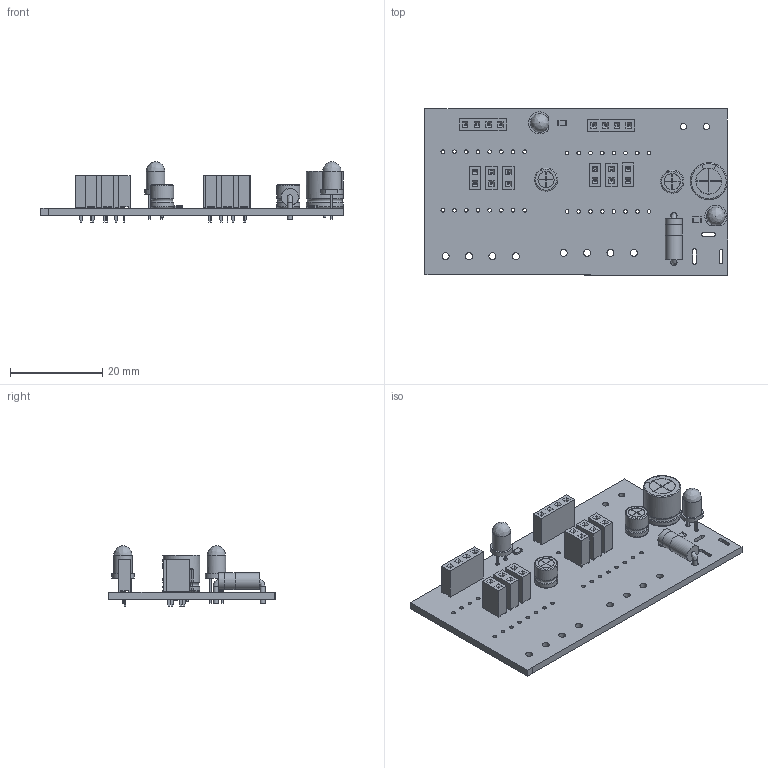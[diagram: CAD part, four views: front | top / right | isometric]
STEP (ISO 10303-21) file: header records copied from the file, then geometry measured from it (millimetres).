
FILE_DESCRIPTION(('KiCad electronic assembly'),'2;1');
FILE_NAME('C21_Stepper_extension.step','2020-10-01T17:48:39',('Pcbnew'), ('Kicad'),'Open CASCADE STEP processor 6.9','KiCad to STEP converter', 'Unknown');
FILE_SCHEMA(('AUTOMOTIVE_DESIGN { 1 0 10303 214 1 1 1 1 }'));
Length unit declared in the file: millimetre
Products named in the file (16): Open CASCADE STEP translator 6.9 1; PinSocket_1x02_P2.54mm_Vertical; SOLID; R_0805_2012Metric; PinSocket_1x04_P2.54mm_Vertical; LED_D4.0mm; CP_Radial_D5.0mm_P2.50mm; D_5W_P10.16mm_Horizontal; CP_Radial_D8.0mm_P2.50mm; COMPOUND
Assembly tree (24 placements, depth 3):
  Open CASCADE STEP translator 6.9 1
    PinSocket_1x02_P2.54mm_Vertical  x6
      SOLID
    R_0805_2012Metric  x2
      SOLID
    PinSocket_1x04_P2.54mm_Vertical  x2
      SOLID
    LED_D4.0mm  x2
      SOLID
    CP_Radial_D5.0mm_P2.50mm  x2
      SOLID
    D_5W_P10.16mm_Horizontal
      SOLID
    CP_Radial_D8.0mm_P2.50mm
      SOLID
    COMPOUND
Bounding box: 65.83 x 36.16 x 13.1 mm (x, y, z)
Volume: 5407 mm3; surface area: 8117.4 mm2
Topology: 17 solids, 20 shells, 1044 faces, 2674 edges, 1735 vertices
Faces by surface type: bspline 949, cylinder 80, plane 15
Full cylindrical faces by diameter (mm): 0.8 x38, 0.9 x4, 1 x20, 1.32 x2, 1.4 x2, 1.52 x8
Entity records: 34552 total; most frequent: CARTESIAN_POINT 13807, B_SPLINE_CURVE_WITH_KNOTS 2498, ORIENTED_EDGE 2364, PCURVE 2364, DEFINITIONAL_REPRESENTATION 2364, DIRECTION 1237, EDGE_CURVE 1182, SURFACE_CURVE 1095
